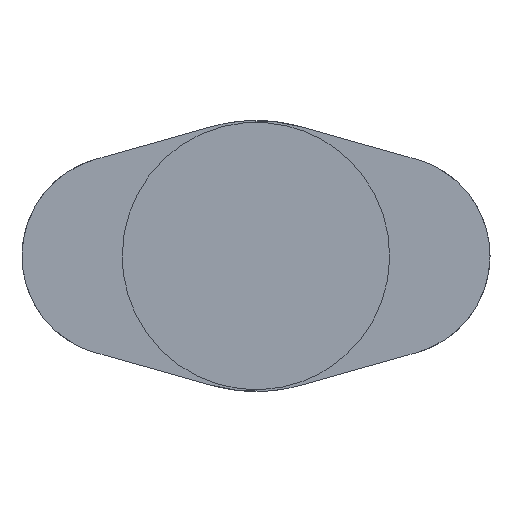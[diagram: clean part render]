
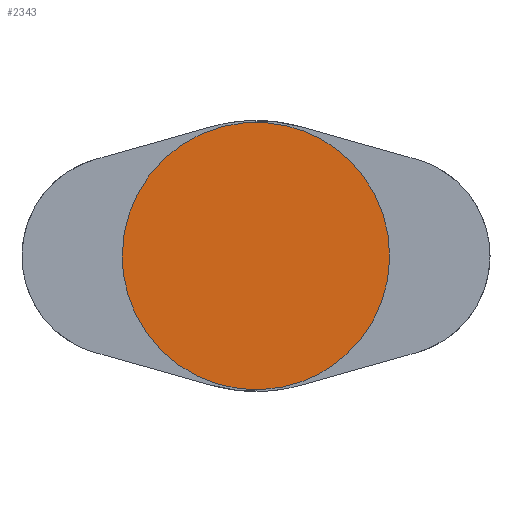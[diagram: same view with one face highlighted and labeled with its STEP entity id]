
A CAD part, front view. The second image highlights one B-rep face of the part: STEP entity #2343.
In plain terms, the highlighted free-form (B-spline) face has degree [1, 1] with [2, 2] control points.
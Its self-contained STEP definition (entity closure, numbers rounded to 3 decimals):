
#2285 = VERTEX_POINT('',#2286);
#2286 = CARTESIAN_POINT('',(76.557,20.997,
    -41.349));
#2291 = EDGE_CURVE('',#2285,#2285,#2292,.T.);
#2292 = ( BOUNDED_CURVE() B_SPLINE_CURVE(2,(#2293,#2294,#2295,#2296,
#2297,#2298,#2299),.UNSPECIFIED.,.T.,.F.) B_SPLINE_CURVE_WITH_KNOTS((3,2
    ,2,3),(3.142,5.236,7.33,9.425),
.PIECEWISE_BEZIER_KNOTS.) CURVE() GEOMETRIC_REPRESENTATION_ITEM() 
RATIONAL_B_SPLINE_CURVE((1.,0.5,1.,0.5,1.,0.5,1.)) REPRESENTATION_ITEM(
  '') );
#2293 = CARTESIAN_POINT('',(76.557,20.997,
    -41.349));
#2294 = CARTESIAN_POINT('',(76.557,20.997,
    -28.51));
#2295 = CARTESIAN_POINT('',(87.676,20.997,
    -34.93));
#2296 = CARTESIAN_POINT('',(98.794,20.997,
    -41.349));
#2297 = CARTESIAN_POINT('',(87.676,20.997,
    -47.768));
#2298 = CARTESIAN_POINT('',(76.557,20.997,
    -54.188));
#2299 = CARTESIAN_POINT('',(76.557,20.997,
    -41.349));
#2343 = ADVANCED_FACE('',(#2344),#2347,.F.);
#2344 = FACE_BOUND('',#2345,.T.);
#2345 = EDGE_LOOP('',(#2346));
#2346 = ORIENTED_EDGE('',*,*,#2291,.F.);
#2347 = B_SPLINE_SURFACE_WITH_KNOTS('',1,1,(
    (#2348,#2349)
    ,(#2350,#2351
    )),.UNSPECIFIED.,.F.,.F.,.F.,(2,2),(2,2),(-8.,8.),(-8.,8.),
  .PIECEWISE_BEZIER_KNOTS.);
#2348 = CARTESIAN_POINT('',(76.557,20.997,
    -33.937));
#2349 = CARTESIAN_POINT('',(76.557,20.997,
    -48.761));
#2350 = CARTESIAN_POINT('',(91.382,20.997,
    -33.937));
#2351 = CARTESIAN_POINT('',(91.382,20.997,
    -48.761));
